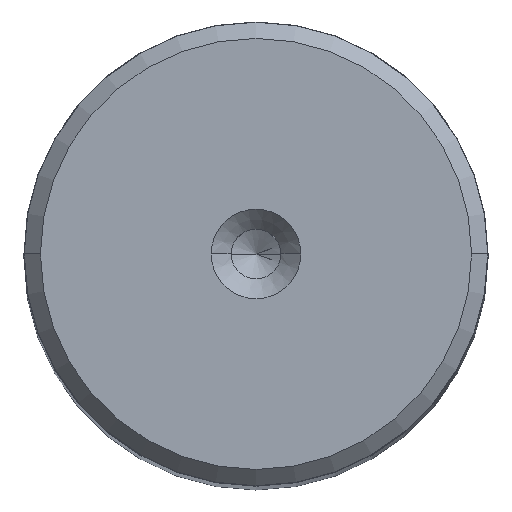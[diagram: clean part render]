
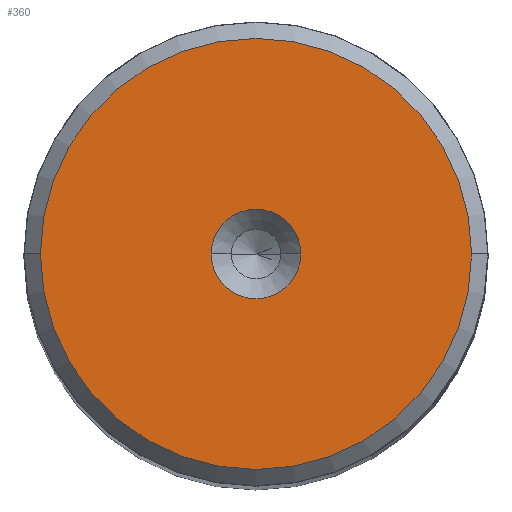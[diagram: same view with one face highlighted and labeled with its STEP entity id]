
A CAD part, top view. The second image highlights one B-rep face of the part: STEP entity #360.
In plain terms, the highlighted planar face has unit normal (0, 0, 1).
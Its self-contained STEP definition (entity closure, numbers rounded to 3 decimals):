
#84 = EDGE_CURVE ( 'NONE', #2076, #971, #864, .T. ) ;
#101 = CARTESIAN_POINT ( 'NONE',  ( 0., 0., 140. ) ) ;
#278 = CARTESIAN_POINT ( 'NONE',  ( 0., 0., 140. ) ) ;
#295 = EDGE_LOOP ( 'NONE', ( #1518, #2465 ) ) ;
#297 = ORIENTED_EDGE ( 'NONE', *, *, #788, .F. ) ;
#346 = CIRCLE ( 'NONE', #1607, 13.011 ) ;
#360 = ADVANCED_FACE ( 'NONE', ( #1065, #590 ), #668, .T. ) ;
#450 = DIRECTION ( 'NONE',  ( 1., 0., 0. ) ) ;
#457 = DIRECTION ( 'NONE',  ( 1., 0., 0. ) ) ;
#497 = CARTESIAN_POINT ( 'NONE',  ( -2.7, 0., 140. ) ) ;
#501 = VERTEX_POINT ( 'NONE', #1418 ) ;
#526 = CIRCLE ( 'NONE', #1482, 13.011 ) ;
#590 = FACE_OUTER_BOUND ( 'NONE', #295, .T. ) ;
#657 = CARTESIAN_POINT ( 'NONE',  ( 0., 0., 140. ) ) ;
#668 = PLANE ( 'NONE',  #912 ) ;
#705 = DIRECTION ( 'NONE',  ( 0., 0., 1. ) ) ;
#741 = CARTESIAN_POINT ( 'NONE',  ( 13.011, 0., 140. ) ) ;
#778 = EDGE_LOOP ( 'NONE', ( #297, #1345 ) ) ;
#788 = EDGE_CURVE ( 'NONE', #971, #2076, #1208, .T. ) ;
#823 = EDGE_CURVE ( 'NONE', #501, #2449, #526, .T. ) ;
#864 = CIRCLE ( 'NONE', #1608, 2.7 ) ;
#879 = DIRECTION ( 'NONE',  ( 0., 0., 1. ) ) ;
#912 = AXIS2_PLACEMENT_3D ( 'NONE', #101, #879, #1226 ) ;
#971 = VERTEX_POINT ( 'NONE', #2173 ) ;
#982 = CARTESIAN_POINT ( 'NONE',  ( 0., 0., 140. ) ) ;
#990 = DIRECTION ( 'NONE',  ( 1., 0., 0. ) ) ;
#997 = EDGE_CURVE ( 'NONE', #2449, #501, #346, .T. ) ;
#1065 = FACE_BOUND ( 'NONE', #778, .T. ) ;
#1206 = DIRECTION ( 'NONE',  ( 0., 0., 1. ) ) ;
#1208 = CIRCLE ( 'NONE', #2430, 2.7 ) ;
#1214 = CARTESIAN_POINT ( 'NONE',  ( 0., 0., 140. ) ) ;
#1226 = DIRECTION ( 'NONE',  ( 1., 0., 0. ) ) ;
#1345 = ORIENTED_EDGE ( 'NONE', *, *, #84, .F. ) ;
#1351 = DIRECTION ( 'NONE',  ( 0., 0., 1. ) ) ;
#1418 = CARTESIAN_POINT ( 'NONE',  ( -13.011, 0., 140. ) ) ;
#1426 = DIRECTION ( 'NONE',  ( 1., 0., 0. ) ) ;
#1482 = AXIS2_PLACEMENT_3D ( 'NONE', #657, #1206, #457 ) ;
#1518 = ORIENTED_EDGE ( 'NONE', *, *, #823, .T. ) ;
#1571 = DIRECTION ( 'NONE',  ( 0., 0., 1. ) ) ;
#1607 = AXIS2_PLACEMENT_3D ( 'NONE', #1214, #705, #1426 ) ;
#1608 = AXIS2_PLACEMENT_3D ( 'NONE', #982, #1351, #990 ) ;
#2076 = VERTEX_POINT ( 'NONE', #497 ) ;
#2173 = CARTESIAN_POINT ( 'NONE',  ( 2.7, 0., 140. ) ) ;
#2430 = AXIS2_PLACEMENT_3D ( 'NONE', #278, #1571, #450 ) ;
#2449 = VERTEX_POINT ( 'NONE', #741 ) ;
#2465 = ORIENTED_EDGE ( 'NONE', *, *, #997, .T. ) ;
